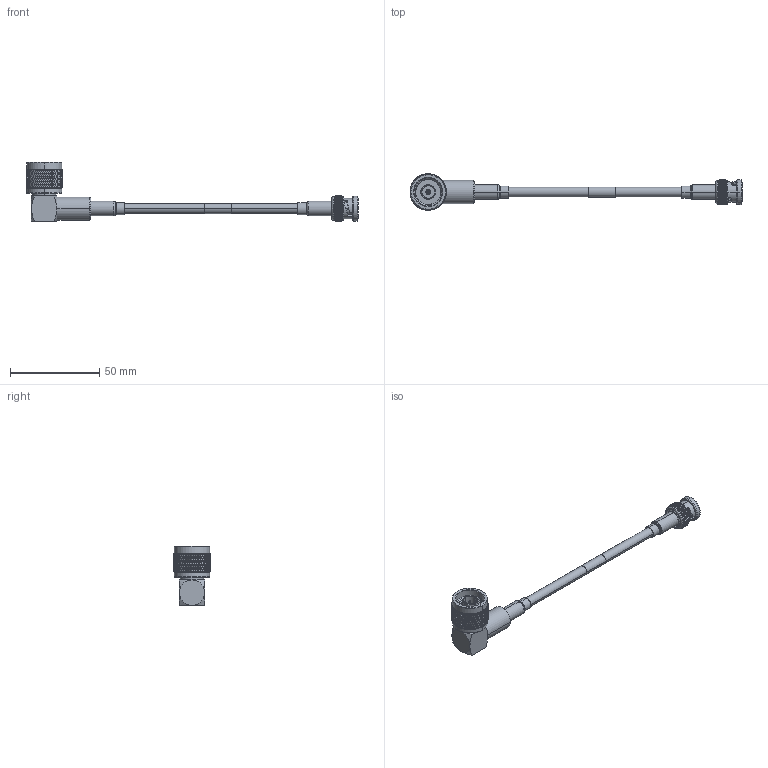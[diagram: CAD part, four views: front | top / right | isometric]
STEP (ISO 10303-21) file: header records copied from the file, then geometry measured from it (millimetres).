
FILE_DESCRIPTION (( 'STEP AP203' ), '1' );
FILE_NAME ('FMCA2679.STEP', '2022-03-09T16:18:45', ( '' ), ( '' ), 'SwSTEP 2.0', 'SolidWorks 2021', '' );
FILE_SCHEMA (( 'CONFIG_CONTROL_DESIGN' ));
Products named in the file (5): FMCN1384; RG223_with label; CA-240-MA1_.75" Long; FMCN1567; FMCA2679
Assembly tree (5 placements, depth 2):
  FMCA2679
    RG223_with label
    FMCN1567
    FMCN1384
    CA-240-MA1_.75" Long  x2
Bounding box: 185.65 x 20.32 x 33.07 mm (x, y, z)
Volume: 14059.6 mm3; surface area: 12989.1 mm2
Topology: 8 solids, 8 shells, 3548 faces, 7622 edges, 4108 vertices
Faces by surface type: bspline 2330, cylinder 750, plane 263, cone 185, torus 20
Entity records: 184472 total; most frequent: CARTESIAN_POINT 134436, ORIENTED_EDGE 15156, EDGE_CURVE 7578, DIRECTION 4291, VERTEX_POINT 4084, EDGE_LOOP 3556, ADVANCED_FACE 3526, FACE_OUTER_BOUND 3526
